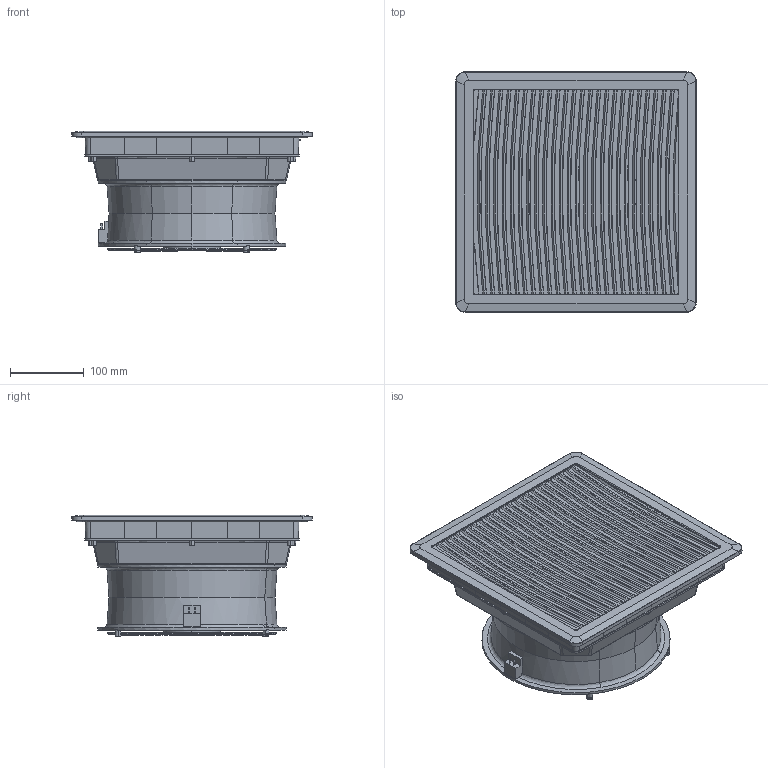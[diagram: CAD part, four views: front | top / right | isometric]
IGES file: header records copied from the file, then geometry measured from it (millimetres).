
Global section: file name: FTEC32 FAN FILTER; native system: AutoCAD 2018 - English; preprocessor: Autodesk Translation Framework DWG producer (atf_dwg_producer); organization: unknown; date: 20191112.094938; units: inch
Bounding box: 326 x 326 x 164.66 mm (x, y, z)
Volume: 8747177.9 mm3; surface area: 459701.1 mm2
Topology: 1 solids, 10 shells, 1742 faces, 4502 edges, 2783 vertices
Faces by surface type: bspline 1742
